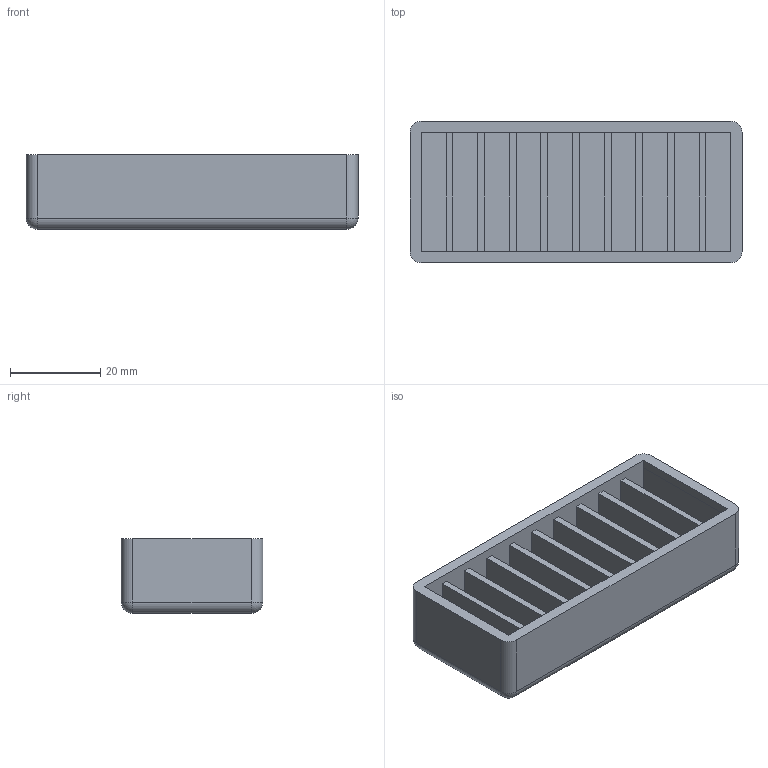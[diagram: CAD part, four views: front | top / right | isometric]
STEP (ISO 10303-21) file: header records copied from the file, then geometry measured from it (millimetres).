
FILE_DESCRIPTION(('FreeCAD Model'),'2;1');
FILE_NAME('Open CASCADE Shape Model','2024-05-26T16:44:12',('Author'),( ''),'Open CASCADE STEP processor 7.6','FreeCAD','Unknown');
FILE_SCHEMA(('AUTOMOTIVE_DESIGN { 1 0 10303 214 1 1 1 1 }'));
Length unit declared in the file: millimetre
Products named in the file (1): BoxBottomBody
Bounding box: 73.4 x 31.3 x 16.5 mm (x, y, z)
Volume: 16624.2 mm3; surface area: 15753.9 mm2
Topology: 1 solids, 1 shells, 60 faces, 159 edges, 102 vertices
Faces by surface type: plane 48, cylinder 8, sphere 4
Entity records: 1845 total; most frequent: CARTESIAN_POINT 322, ORIENTED_EDGE 318, DIRECTION 297, EDGE_CURVE 159, LINE 143, VECTOR 143, VERTEX_POINT 102, AXIS2_PLACEMENT_3D 77
